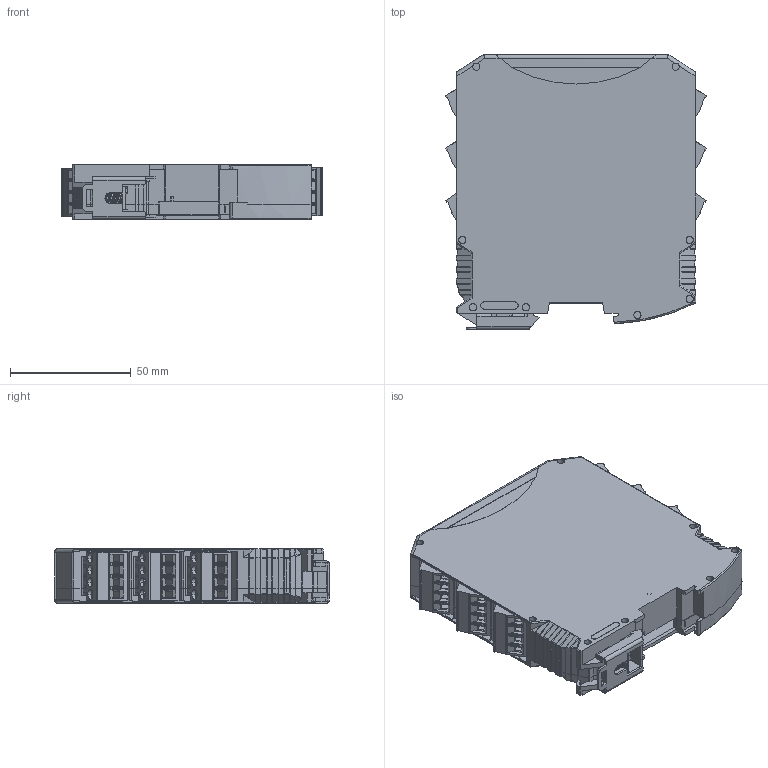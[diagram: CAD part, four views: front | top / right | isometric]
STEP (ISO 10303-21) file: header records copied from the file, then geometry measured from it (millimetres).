
FILE_DESCRIPTION (( 'STEP AP203' ), '1' );
FILE_NAME ('31102500_-.step', '2020-02-06T13:26:38', ( '' ), ( '' ), 'SwSTEP 2.0', 'SolidWorks 2018', '' );
FILE_SCHEMA (( 'CONFIG_CONTROL_DESIGN' ));
Length unit declared in the file: millimetre
Products named in the file (3): 31102500_-; 31102499_01; 31102498_01
Assembly tree (7 placements, depth 2):
  31102500_-
    31102499_01
    31102498_01  x6
Bounding box: 107.96 x 113.65 x 22.6 mm (x, y, z)
Volume: 58542.3 mm3; surface area: 84554.4 mm2
Topology: 12 solids, 12 shells, 3486 faces, 9370 edges, 6144 vertices
Faces by surface type: plane 2507, cylinder 930, cone 41, bspline 6, torus 2
Entity records: 71392 total; most frequent: CARTESIAN_POINT 16499, ORIENTED_EDGE 11580, DIRECTION 11052, EDGE_CURVE 5790, VECTOR 4404, LINE 4404, VERTEX_POINT 3784, AXIS2_PLACEMENT_3D 3324
